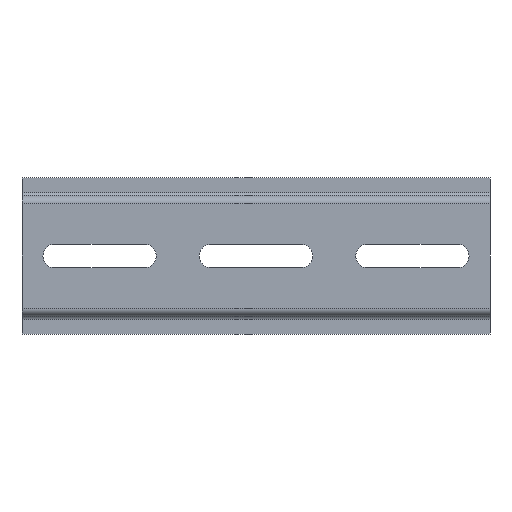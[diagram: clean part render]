
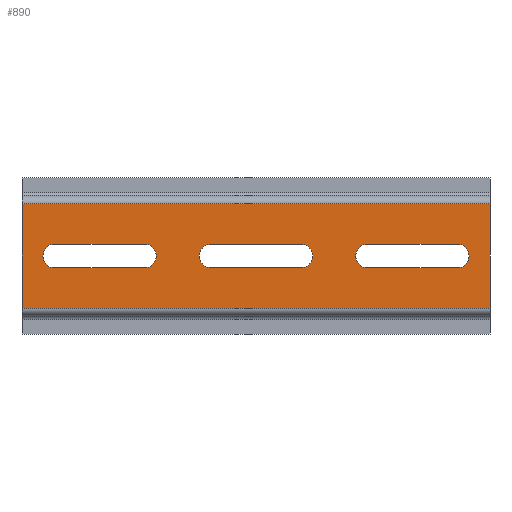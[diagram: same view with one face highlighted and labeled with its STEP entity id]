
A CAD part, front view. The second image highlights one B-rep face of the part: STEP entity #890.
In plain terms, the highlighted planar face has unit normal (0, -1, 0).
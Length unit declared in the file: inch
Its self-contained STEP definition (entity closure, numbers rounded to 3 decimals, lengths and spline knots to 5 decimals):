
#137=DIRECTION('',(0.,0.,-1.));
#138=VECTOR('',#137,0.92126);
#139=CARTESIAN_POINT('',(-2.06693,0.,0.46063));
#140=LINE('',#139,#138);
#149=DIRECTION('',(1.,0.,0.));
#150=VECTOR('',#149,4.13386);
#151=CARTESIAN_POINT('',(-2.06693,0.,0.46063));
#152=LINE('',#151,#150);
#153=DIRECTION('',(1.,0.,0.));
#154=VECTOR('',#153,0.79134);
#155=CARTESIAN_POINT('',(-1.77756,0.,-0.10433));
#156=LINE('',#155,#154);
#157=CARTESIAN_POINT('',(-0.98622,0.,0.));
#158=DIRECTION('',(0.,1.,0.));
#159=DIRECTION('',(0.,0.,1.));
#160=AXIS2_PLACEMENT_3D('',#157,#158,#159);
#162=DIRECTION('',(-1.,0.,0.));
#163=VECTOR('',#162,0.79134);
#164=CARTESIAN_POINT('',(-0.98622,0.,0.10433));
#165=LINE('',#164,#163);
#166=CARTESIAN_POINT('',(-1.77756,0.,0.));
#167=DIRECTION('',(0.,1.,0.));
#168=DIRECTION('',(0.,0.,-1.));
#169=AXIS2_PLACEMENT_3D('',#166,#167,#168);
#171=DIRECTION('',(1.,0.,0.));
#172=VECTOR('',#171,0.79134);
#173=CARTESIAN_POINT('',(-0.39567,0.,-0.10433));
#174=LINE('',#173,#172);
#175=CARTESIAN_POINT('',(0.39567,0.,0.));
#176=DIRECTION('',(0.,1.,0.));
#177=DIRECTION('',(0.,0.,1.));
#178=AXIS2_PLACEMENT_3D('',#175,#176,#177);
#180=DIRECTION('',(-1.,0.,0.));
#181=VECTOR('',#180,0.79134);
#182=CARTESIAN_POINT('',(0.39567,0.,0.10433));
#183=LINE('',#182,#181);
#184=CARTESIAN_POINT('',(-0.39567,0.,0.));
#185=DIRECTION('',(0.,1.,0.));
#186=DIRECTION('',(0.,0.,-1.));
#187=AXIS2_PLACEMENT_3D('',#184,#185,#186);
#189=DIRECTION('',(1.,0.,0.));
#190=VECTOR('',#189,0.79134);
#191=CARTESIAN_POINT('',(0.98622,0.,-0.10433));
#192=LINE('',#191,#190);
#193=CARTESIAN_POINT('',(1.77756,0.,0.));
#194=DIRECTION('',(0.,1.,0.));
#195=DIRECTION('',(0.,0.,1.));
#196=AXIS2_PLACEMENT_3D('',#193,#194,#195);
#198=DIRECTION('',(-1.,0.,0.));
#199=VECTOR('',#198,0.79134);
#200=CARTESIAN_POINT('',(1.77756,0.,0.10433));
#201=LINE('',#200,#199);
#202=CARTESIAN_POINT('',(0.98622,0.,0.));
#203=DIRECTION('',(0.,1.,0.));
#204=DIRECTION('',(0.,0.,-1.));
#205=AXIS2_PLACEMENT_3D('',#202,#203,#204);
#207=DIRECTION('',(0.,0.,-1.));
#208=VECTOR('',#207,0.92126);
#209=CARTESIAN_POINT('',(2.06693,0.,0.46063));
#210=LINE('',#209,#208);
#295=DIRECTION('',(1.,0.,0.));
#296=VECTOR('',#295,4.13386);
#297=CARTESIAN_POINT('',(-2.06693,0.,-0.46063));
#298=LINE('',#297,#296);
#485=CARTESIAN_POINT('',(-2.06693,0.,0.46063));
#486=VERTEX_POINT('',#485);
#487=CARTESIAN_POINT('',(-2.06693,0.,-0.46063));
#488=VERTEX_POINT('',#487);
#505=CARTESIAN_POINT('',(2.06693,0.,0.46063));
#506=VERTEX_POINT('',#505);
#507=CARTESIAN_POINT('',(2.06693,0.,-0.46063));
#508=VERTEX_POINT('',#507);
#557=CARTESIAN_POINT('',(-1.77756,0.,-0.10433));
#558=CARTESIAN_POINT('',(-0.98622,0.,-0.10433));
#559=VERTEX_POINT('',#557);
#560=VERTEX_POINT('',#558);
#561=CARTESIAN_POINT('',(-0.98622,0.,0.10433));
#562=VERTEX_POINT('',#561);
#563=CARTESIAN_POINT('',(-1.77756,0.,0.10433));
#564=VERTEX_POINT('',#563);
#573=CARTESIAN_POINT('',(-0.39567,0.,-0.10433));
#574=CARTESIAN_POINT('',(0.39567,0.,-0.10433));
#575=VERTEX_POINT('',#573);
#576=VERTEX_POINT('',#574);
#577=CARTESIAN_POINT('',(0.39567,0.,0.10433));
#578=VERTEX_POINT('',#577);
#579=CARTESIAN_POINT('',(-0.39567,0.,0.10433));
#580=VERTEX_POINT('',#579);
#589=CARTESIAN_POINT('',(0.98622,0.,-0.10433));
#590=CARTESIAN_POINT('',(1.77756,0.,-0.10433));
#591=VERTEX_POINT('',#589);
#592=VERTEX_POINT('',#590);
#593=CARTESIAN_POINT('',(1.77756,0.,0.10433));
#594=VERTEX_POINT('',#593);
#595=CARTESIAN_POINT('',(0.98622,0.,0.10433));
#596=VERTEX_POINT('',#595);
#847=CARTESIAN_POINT('',(-2.06693,0.,0.46063));
#848=DIRECTION('',(0.,-1.,0.));
#849=DIRECTION('',(0.,0.,-1.));
#850=AXIS2_PLACEMENT_3D('',#847,#848,#849);
#851=PLANE('',#850);
#852=ORIENTED_EDGE('',*,*,#837,.F.);
#853=ORIENTED_EDGE('',*,*,#813,.T.);
#855=ORIENTED_EDGE('',*,*,#854,.T.);
#857=ORIENTED_EDGE('',*,*,#856,.F.);
#858=EDGE_LOOP('',(#852,#853,#855,#857));
#859=FACE_OUTER_BOUND('',#858,.F.);
#861=ORIENTED_EDGE('',*,*,#860,.T.);
#863=ORIENTED_EDGE('',*,*,#862,.F.);
#865=ORIENTED_EDGE('',*,*,#864,.T.);
#867=ORIENTED_EDGE('',*,*,#866,.F.);
#868=EDGE_LOOP('',(#861,#863,#865,#867));
#869=FACE_BOUND('',#868,.F.);
#871=ORIENTED_EDGE('',*,*,#870,.T.);
#873=ORIENTED_EDGE('',*,*,#872,.F.);
#875=ORIENTED_EDGE('',*,*,#874,.T.);
#877=ORIENTED_EDGE('',*,*,#876,.F.);
#878=EDGE_LOOP('',(#871,#873,#875,#877));
#879=FACE_BOUND('',#878,.F.);
#881=ORIENTED_EDGE('',*,*,#880,.T.);
#883=ORIENTED_EDGE('',*,*,#882,.F.);
#885=ORIENTED_EDGE('',*,*,#884,.T.);
#887=ORIENTED_EDGE('',*,*,#886,.F.);
#888=EDGE_LOOP('',(#881,#883,#885,#887));
#889=FACE_BOUND('',#888,.F.);
#890=ADVANCED_FACE('',(#859,#869,#879,#889),#851,.T.);
#161=CIRCLE('',#160,0.10433);
#170=CIRCLE('',#169,0.10433);
#179=CIRCLE('',#178,0.10433);
#188=CIRCLE('',#187,0.10433);
#197=CIRCLE('',#196,0.10433);
#206=CIRCLE('',#205,0.10433);
#813=EDGE_CURVE('',#486,#506,#152,.T.);
#837=EDGE_CURVE('',#486,#488,#140,.T.);
#854=EDGE_CURVE('',#506,#508,#210,.T.);
#856=EDGE_CURVE('',#488,#508,#298,.T.);
#860=EDGE_CURVE('',#559,#560,#156,.T.);
#862=EDGE_CURVE('',#562,#560,#161,.T.);
#864=EDGE_CURVE('',#562,#564,#165,.T.);
#866=EDGE_CURVE('',#559,#564,#170,.T.);
#870=EDGE_CURVE('',#575,#576,#174,.T.);
#872=EDGE_CURVE('',#578,#576,#179,.T.);
#874=EDGE_CURVE('',#578,#580,#183,.T.);
#876=EDGE_CURVE('',#575,#580,#188,.T.);
#880=EDGE_CURVE('',#591,#592,#192,.T.);
#882=EDGE_CURVE('',#594,#592,#197,.T.);
#884=EDGE_CURVE('',#594,#596,#201,.T.);
#886=EDGE_CURVE('',#591,#596,#206,.T.);
